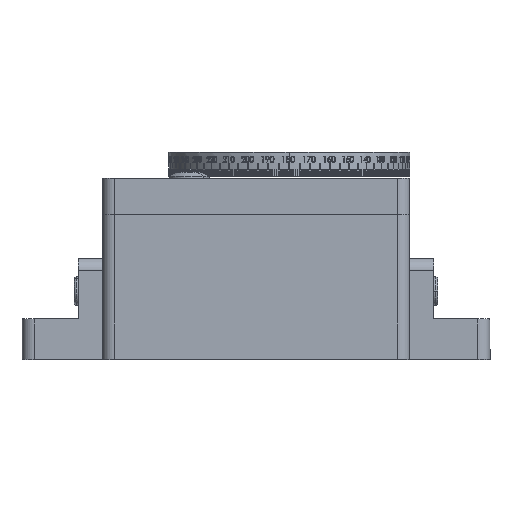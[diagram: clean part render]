
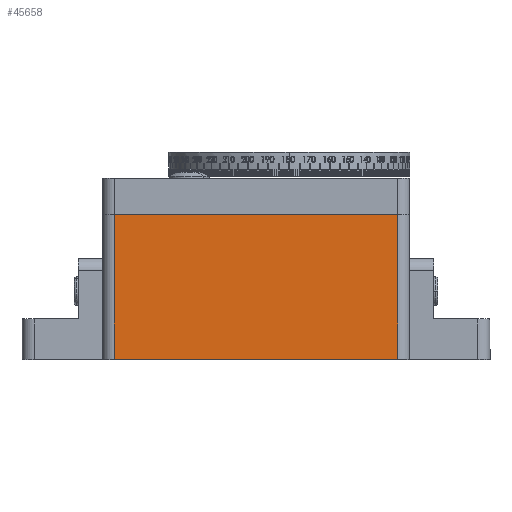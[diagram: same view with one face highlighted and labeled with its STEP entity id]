
A CAD part, top view. The second image highlights one B-rep face of the part: STEP entity #45658.
In plain terms, the highlighted planar face has unit normal (0, 0, 1).
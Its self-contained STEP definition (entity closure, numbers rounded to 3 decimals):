
#1149 = CARTESIAN_POINT ( 'NONE',  ( 3., 0., 82. ) ) ;
#7220 = LINE ( 'NONE', #82172, #9888 ) ;
#8844 = PLANE ( 'NONE',  #59332 ) ;
#9212 = DIRECTION ( 'NONE',  ( 0., 0., 1. ) ) ;
#9888 = VECTOR ( 'NONE', #90838, 1000. ) ;
#12666 = CARTESIAN_POINT ( 'NONE',  ( 73.5, -36., 82. ) ) ;
#18183 = EDGE_CURVE ( 'NONE', #94861, #77108, #96110, .T. ) ;
#23098 = EDGE_CURVE ( 'NONE', #102329, #94861, #36452, .T. ) ;
#23188 = DIRECTION ( 'NONE',  ( 0., 1., 0. ) ) ;
#32324 = CARTESIAN_POINT ( 'NONE',  ( 73.5, -36., 82. ) ) ;
#33139 = CARTESIAN_POINT ( 'NONE',  ( 73.5, 0., 82. ) ) ;
#35250 = VECTOR ( 'NONE', #23188, 1000. ) ;
#36452 = LINE ( 'NONE', #109956, #35250 ) ;
#43318 = VECTOR ( 'NONE', #50550, 1000. ) ;
#45658 = ADVANCED_FACE ( 'NONE', ( #94212 ), #8844, .T. ) ;
#50550 = DIRECTION ( 'NONE',  ( 0., 1., 0. ) ) ;
#52938 = EDGE_LOOP ( 'NONE', ( #75921, #91386, #106176, #94361 ) ) ;
#53355 = EDGE_CURVE ( 'NONE', #102329, #99478, #7220, .T. ) ;
#59332 = AXIS2_PLACEMENT_3D ( 'NONE', #61188, #9212, #69909 ) ;
#61188 = CARTESIAN_POINT ( 'NONE',  ( 3., -36., 82. ) ) ;
#61572 = CARTESIAN_POINT ( 'NONE',  ( 3., -36., 82. ) ) ;
#61869 = DIRECTION ( 'NONE',  ( 1., 0., 0. ) ) ;
#69909 = DIRECTION ( 'NONE',  ( 0., -1., 0. ) ) ;
#73118 = VECTOR ( 'NONE', #61869, 1000. ) ;
#75921 = ORIENTED_EDGE ( 'NONE', *, *, #18183, .F. ) ;
#77108 = VERTEX_POINT ( 'NONE', #33139 ) ;
#82172 = CARTESIAN_POINT ( 'NONE',  ( 3., -36., 82. ) ) ;
#82690 = EDGE_CURVE ( 'NONE', #99478, #77108, #112488, .T. ) ;
#88399 = CARTESIAN_POINT ( 'NONE',  ( 3., 0., 82. ) ) ;
#90838 = DIRECTION ( 'NONE',  ( 1., 0., 0. ) ) ;
#91386 = ORIENTED_EDGE ( 'NONE', *, *, #23098, .F. ) ;
#94212 = FACE_OUTER_BOUND ( 'NONE', #52938, .T. ) ;
#94361 = ORIENTED_EDGE ( 'NONE', *, *, #82690, .T. ) ;
#94861 = VERTEX_POINT ( 'NONE', #88399 ) ;
#96110 = LINE ( 'NONE', #1149, #73118 ) ;
#99478 = VERTEX_POINT ( 'NONE', #12666 ) ;
#102329 = VERTEX_POINT ( 'NONE', #61572 ) ;
#106176 = ORIENTED_EDGE ( 'NONE', *, *, #53355, .T. ) ;
#109956 = CARTESIAN_POINT ( 'NONE',  ( 3., -36., 82. ) ) ;
#112488 = LINE ( 'NONE', #32324, #43318 ) ;
